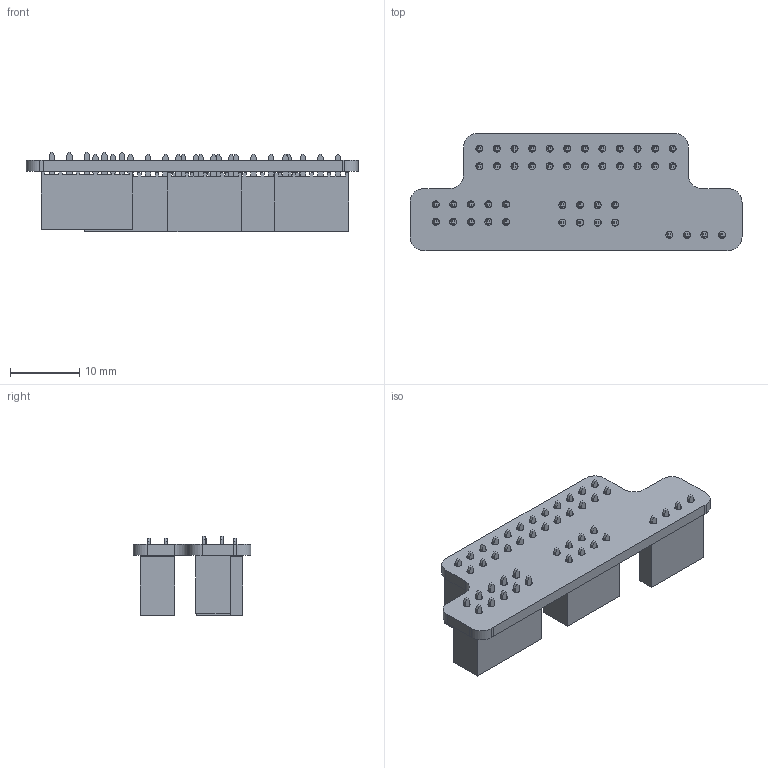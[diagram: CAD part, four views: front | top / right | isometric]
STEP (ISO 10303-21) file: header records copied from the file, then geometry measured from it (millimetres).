
FILE_DESCRIPTION(('FreeCAD Model'),'2;1');
FILE_NAME('VORON_V2.0_Expansion_Bridge.step','2017-12-31T18:28:12',(''),(''), 'Open CASCADE STEP processor 6.8','FreeCAD','Unknown');
FILE_SCHEMA(('AUTOMOTIVE_DESIGN_CC2 { 1 2 10303 214 -1 1 5 4 }'));
Length unit declared in the file: millimetre
Products named in the file (6): ASSEMBLY; Pcb; PIN_SOCKET_BOTTON_2X5_; PIN_SOCKET_BOTTON_2X4_; PIN_SOCKET_BOTTON_1X4_; PIN_SOCKET_BOTTOM_2X12_
Assembly tree (5 placements, depth 2):
  ASSEMBLY
    Pcb
    PIN_SOCKET_BOTTON_2X5_
    PIN_SOCKET_BOTTON_2X4_
    PIN_SOCKET_BOTTON_1X4_
    PIN_SOCKET_BOTTOM_2X12_
Bounding box: 48 x 17 x 11.45 mm (x, y, z)
Volume: 3281.2 mm3; surface area: 5285.3 mm2
Topology: 5 solids, 5 shells, 1111 faces, 2843 edges, 1834 vertices
Faces by surface type: plane 1057, cylinder 54
Full cylindrical faces by diameter (mm): 1.016 x46
Entity records: 40374 total; most frequent: CARTESIAN_POINT 5794, ORIENTED_EDGE 5686, DIRECTION 5185, EDGE_CURVE 2843, LINE 2735, VECTOR 2735, VERTEX_POINT 1834, FACE_BOUND 1295
